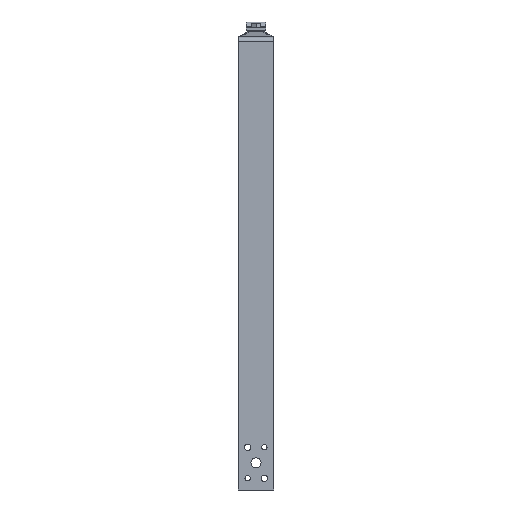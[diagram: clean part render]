
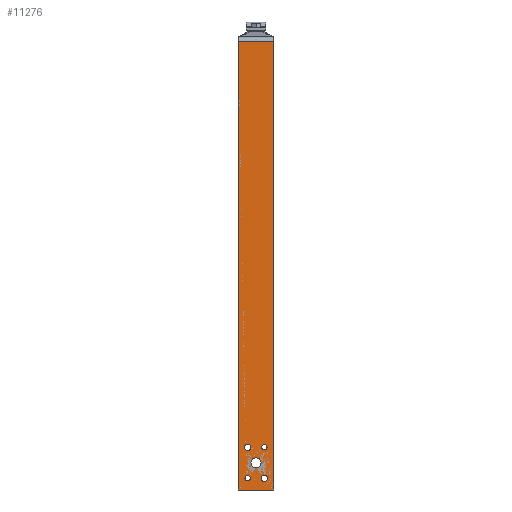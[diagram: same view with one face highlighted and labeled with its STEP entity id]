
A CAD part, front view. The second image highlights one B-rep face of the part: STEP entity #11276.
In plain terms, the highlighted face is planar.
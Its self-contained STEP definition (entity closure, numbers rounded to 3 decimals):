
#105 = CARTESIAN_POINT ( 'NONE',  ( -4., -368.2, -7. ) ) ;
#129 = EDGE_LOOP ( 'NONE', ( #7019, #11451 ) ) ;
#281 = AXIS2_PLACEMENT_3D ( 'NONE', #12860, #13788, #3162 ) ;
#285 = EDGE_CURVE ( 'NONE', #11923, #5621, #8299, .T. ) ;
#336 = AXIS2_PLACEMENT_3D ( 'NONE', #6983, #4818, #8142 ) ;
#467 = VERTEX_POINT ( 'NONE', #2913 ) ;
#599 = EDGE_CURVE ( 'NONE', #5621, #11923, #5991, .T. ) ;
#656 = CARTESIAN_POINT ( 'NONE',  ( -4., -350.95, 0. ) ) ;
#670 = CARTESIAN_POINT ( 'NONE',  ( -4., -368.2, 7. ) ) ;
#731 = CIRCLE ( 'NONE', #1860, 4.25 ) ;
#788 = EDGE_LOOP ( 'NONE', ( #6048, #7185, #10908, #11702 ) ) ;
#954 = AXIS2_PLACEMENT_3D ( 'NONE', #7669, #3513, #7885 ) ;
#1235 = DIRECTION ( 'NONE',  ( 0., -1., 0. ) ) ;
#1280 = LINE ( 'NONE', #1354, #2173 ) ;
#1354 = CARTESIAN_POINT ( 'NONE',  ( -4., -2., 14.75 ) ) ;
#1459 = CIRCLE ( 'NONE', #6039, 2.75 ) ;
#1474 = AXIS2_PLACEMENT_3D ( 'NONE', #2295, #7683, #7607 ) ;
#1482 = VECTOR ( 'NONE', #7182, 1000. ) ;
#1716 = FACE_BOUND ( 'NONE', #13043, .T. ) ;
#1758 = EDGE_LOOP ( 'NONE', ( #13495, #8270 ) ) ;
#1796 = LINE ( 'NONE', #10282, #1482 ) ;
#1860 = AXIS2_PLACEMENT_3D ( 'NONE', #8260, #12648, #2807 ) ;
#1873 = EDGE_LOOP ( 'NONE', ( #13950, #9258 ) ) ;
#1968 = CARTESIAN_POINT ( 'NONE',  ( -4., -339.45, -7. ) ) ;
#2068 = DIRECTION ( 'NONE',  ( 1., 0., 0. ) ) ;
#2173 = VECTOR ( 'NONE', #5653, 1000. ) ;
#2286 = CARTESIAN_POINT ( 'NONE',  ( -4., -2., -14.75 ) ) ;
#2295 = CARTESIAN_POINT ( 'NONE',  ( -4., -368.2, -7. ) ) ;
#2469 = DIRECTION ( 'NONE',  ( 0., -1., 0. ) ) ;
#2493 = EDGE_CURVE ( 'NONE', #8502, #9629, #1459, .T. ) ;
#2502 = CARTESIAN_POINT ( 'NONE',  ( -4., -342.2, 7. ) ) ;
#2682 = CARTESIAN_POINT ( 'NONE',  ( -4., -344.95, -7. ) ) ;
#2805 = CIRCLE ( 'NONE', #11301, 2.75 ) ;
#2807 = DIRECTION ( 'NONE',  ( 0., -1., 0. ) ) ;
#2913 = CARTESIAN_POINT ( 'NONE',  ( -4., -2., 14.75 ) ) ;
#2948 = EDGE_CURVE ( 'NONE', #9810, #7531, #9960, .T. ) ;
#3162 = DIRECTION ( 'NONE',  ( 0., -1., 0. ) ) ;
#3236 = EDGE_CURVE ( 'NONE', #7310, #12170, #5357, .T. ) ;
#3451 = CARTESIAN_POINT ( 'NONE',  ( -4., -378., -14.75 ) ) ;
#3453 = EDGE_CURVE ( 'NONE', #12170, #7310, #14109, .T. ) ;
#3513 = DIRECTION ( 'NONE',  ( 1., 0., 0. ) ) ;
#3550 = DIRECTION ( 'NONE',  ( 1., 0., 0. ) ) ;
#3687 = DIRECTION ( 'NONE',  ( 1., 0., 0. ) ) ;
#3821 = CARTESIAN_POINT ( 'NONE',  ( -4., -378., 14.75 ) ) ;
#3947 = AXIS2_PLACEMENT_3D ( 'NONE', #9472, #11862, #13867 ) ;
#3949 = FACE_BOUND ( 'NONE', #11840, .T. ) ;
#4156 = FACE_BOUND ( 'NONE', #1758, .T. ) ;
#4195 = CIRCLE ( 'NONE', #954, 2.75 ) ;
#4612 = VECTOR ( 'NONE', #7901, 1000. ) ;
#4792 = EDGE_CURVE ( 'NONE', #9581, #467, #1796, .T. ) ;
#4814 = DIRECTION ( 'NONE',  ( 0., -1., 0. ) ) ;
#4818 = DIRECTION ( 'NONE',  ( 1., 0., 0. ) ) ;
#5357 = CIRCLE ( 'NONE', #10193, 2.25 ) ;
#5536 = CARTESIAN_POINT ( 'NONE',  ( -4., -2., -14.75 ) ) ;
#5621 = VERTEX_POINT ( 'NONE', #6898 ) ;
#5653 = DIRECTION ( 'NONE',  ( 0., -1., 0. ) ) ;
#5718 = VERTEX_POINT ( 'NONE', #10495 ) ;
#5728 = VERTEX_POINT ( 'NONE', #3821 ) ;
#5984 = CIRCLE ( 'NONE', #11035, 2.75 ) ;
#5991 = CIRCLE ( 'NONE', #10357, 2.25 ) ;
#6039 = AXIS2_PLACEMENT_3D ( 'NONE', #13995, #2068, #8614 ) ;
#6048 = ORIENTED_EDGE ( 'NONE', *, *, #6216, .F. ) ;
#6125 = EDGE_CURVE ( 'NONE', #9581, #13619, #12206, .T. ) ;
#6140 = CARTESIAN_POINT ( 'NONE',  ( -4., -370.95, 7. ) ) ;
#6216 = EDGE_CURVE ( 'NONE', #467, #5728, #1280, .T. ) ;
#6775 = CARTESIAN_POINT ( 'NONE',  ( -4., -370.45, -7. ) ) ;
#6808 = LINE ( 'NONE', #3451, #4612 ) ;
#6869 = DIRECTION ( 'NONE',  ( 0., -1., 0. ) ) ;
#6898 = CARTESIAN_POINT ( 'NONE',  ( -4., -344.45, 7. ) ) ;
#6983 = CARTESIAN_POINT ( 'NONE',  ( -4., -355.2, 0. ) ) ;
#7019 = ORIENTED_EDGE ( 'NONE', *, *, #2948, .T. ) ;
#7182 = DIRECTION ( 'NONE',  ( 0., 0., 1. ) ) ;
#7185 = ORIENTED_EDGE ( 'NONE', *, *, #4792, .F. ) ;
#7310 = VERTEX_POINT ( 'NONE', #6775 ) ;
#7462 = FACE_BOUND ( 'NONE', #129, .T. ) ;
#7531 = VERTEX_POINT ( 'NONE', #11586 ) ;
#7607 = DIRECTION ( 'NONE',  ( 0., -1., 0. ) ) ;
#7669 = CARTESIAN_POINT ( 'NONE',  ( -4., -368.2, 7. ) ) ;
#7683 = DIRECTION ( 'NONE',  ( 1., 0., 0. ) ) ;
#7885 = DIRECTION ( 'NONE',  ( 0., -1., 0. ) ) ;
#7901 = DIRECTION ( 'NONE',  ( 0., 0., 1. ) ) ;
#8025 = ORIENTED_EDGE ( 'NONE', *, *, #13646, .T. ) ;
#8142 = DIRECTION ( 'NONE',  ( 0., -1., 0. ) ) ;
#8260 = CARTESIAN_POINT ( 'NONE',  ( -4., -355.2, 0. ) ) ;
#8270 = ORIENTED_EDGE ( 'NONE', *, *, #2493, .T. ) ;
#8299 = CIRCLE ( 'NONE', #281, 2.25 ) ;
#8331 = PLANE ( 'NONE',  #3947 ) ;
#8502 = VERTEX_POINT ( 'NONE', #2682 ) ;
#8614 = DIRECTION ( 'NONE',  ( 0., -1., 0. ) ) ;
#8913 = DIRECTION ( 'NONE',  ( 1., 0., 0. ) ) ;
#9038 = DIRECTION ( 'NONE',  ( 0., -1., 0. ) ) ;
#9258 = ORIENTED_EDGE ( 'NONE', *, *, #599, .T. ) ;
#9287 = CARTESIAN_POINT ( 'NONE',  ( -4., -339.95, 7. ) ) ;
#9472 = CARTESIAN_POINT ( 'NONE',  ( -4., -2., -14.75 ) ) ;
#9580 = ORIENTED_EDGE ( 'NONE', *, *, #11883, .T. ) ;
#9581 = VERTEX_POINT ( 'NONE', #5536 ) ;
#9629 = VERTEX_POINT ( 'NONE', #1968 ) ;
#9810 = VERTEX_POINT ( 'NONE', #656 ) ;
#9833 = EDGE_CURVE ( 'NONE', #7531, #9810, #731, .T. ) ;
#9934 = EDGE_CURVE ( 'NONE', #13619, #5728, #6808, .T. ) ;
#9960 = CIRCLE ( 'NONE', #336, 4.25 ) ;
#10185 = VERTEX_POINT ( 'NONE', #6140 ) ;
#10193 = AXIS2_PLACEMENT_3D ( 'NONE', #105, #8913, #1235 ) ;
#10282 = CARTESIAN_POINT ( 'NONE',  ( -4., -2., -14.75 ) ) ;
#10357 = AXIS2_PLACEMENT_3D ( 'NONE', #2502, #13432, #6869 ) ;
#10411 = VECTOR ( 'NONE', #9038, 1000. ) ;
#10485 = FACE_OUTER_BOUND ( 'NONE', #788, .T. ) ;
#10495 = CARTESIAN_POINT ( 'NONE',  ( -4., -365.45, 7. ) ) ;
#10624 = FACE_BOUND ( 'NONE', #1873, .T. ) ;
#10908 = ORIENTED_EDGE ( 'NONE', *, *, #6125, .T. ) ;
#11035 = AXIS2_PLACEMENT_3D ( 'NONE', #13466, #3550, #2469 ) ;
#11276 = ADVANCED_FACE ( 'NONE', ( #7462, #10624, #3949, #1716, #4156, #10485 ), #8331, .T. ) ;
#11301 = AXIS2_PLACEMENT_3D ( 'NONE', #670, #3687, #4814 ) ;
#11355 = CARTESIAN_POINT ( 'NONE',  ( -4., -365.95, -7. ) ) ;
#11451 = ORIENTED_EDGE ( 'NONE', *, *, #9833, .T. ) ;
#11586 = CARTESIAN_POINT ( 'NONE',  ( -4., -359.45, 0. ) ) ;
#11702 = ORIENTED_EDGE ( 'NONE', *, *, #9934, .T. ) ;
#11721 = ORIENTED_EDGE ( 'NONE', *, *, #3236, .T. ) ;
#11840 = EDGE_LOOP ( 'NONE', ( #9580, #8025 ) ) ;
#11862 = DIRECTION ( 'NONE',  ( -1., 0., 0. ) ) ;
#11883 = EDGE_CURVE ( 'NONE', #5718, #10185, #2805, .T. ) ;
#11923 = VERTEX_POINT ( 'NONE', #9287 ) ;
#12170 = VERTEX_POINT ( 'NONE', #11355 ) ;
#12206 = LINE ( 'NONE', #2286, #10411 ) ;
#12399 = ORIENTED_EDGE ( 'NONE', *, *, #3453, .T. ) ;
#12648 = DIRECTION ( 'NONE',  ( 1., 0., 0. ) ) ;
#12856 = CARTESIAN_POINT ( 'NONE',  ( -4., -378., -14.75 ) ) ;
#12860 = CARTESIAN_POINT ( 'NONE',  ( -4., -342.2, 7. ) ) ;
#13043 = EDGE_LOOP ( 'NONE', ( #12399, #11721 ) ) ;
#13094 = EDGE_CURVE ( 'NONE', #9629, #8502, #5984, .T. ) ;
#13432 = DIRECTION ( 'NONE',  ( 1., 0., 0. ) ) ;
#13466 = CARTESIAN_POINT ( 'NONE',  ( -4., -342.2, -7. ) ) ;
#13495 = ORIENTED_EDGE ( 'NONE', *, *, #13094, .T. ) ;
#13619 = VERTEX_POINT ( 'NONE', #12856 ) ;
#13646 = EDGE_CURVE ( 'NONE', #10185, #5718, #4195, .T. ) ;
#13788 = DIRECTION ( 'NONE',  ( 1., 0., 0. ) ) ;
#13867 = DIRECTION ( 'NONE',  ( 0., -1., 0. ) ) ;
#13950 = ORIENTED_EDGE ( 'NONE', *, *, #285, .T. ) ;
#13995 = CARTESIAN_POINT ( 'NONE',  ( -4., -342.2, -7. ) ) ;
#14109 = CIRCLE ( 'NONE', #1474, 2.25 ) ;
